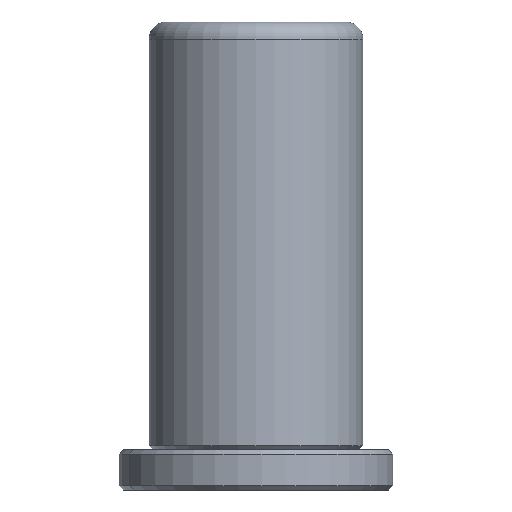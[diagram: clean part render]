
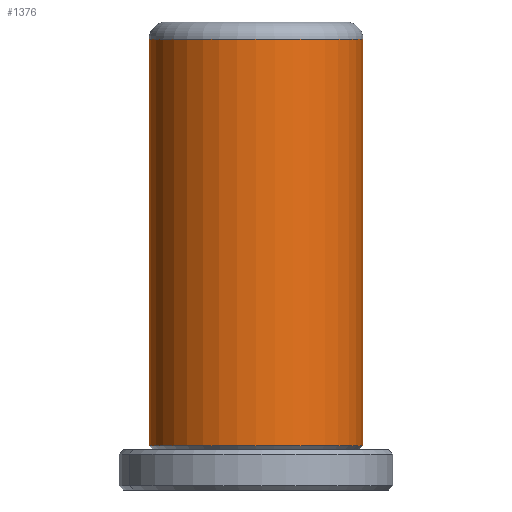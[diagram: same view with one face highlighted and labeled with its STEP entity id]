
A CAD part, front view. The second image highlights one B-rep face of the part: STEP entity #1376.
In plain terms, the highlighted cylindrical face has radius 12.5 mm (diameter 25 mm), a partial arc.
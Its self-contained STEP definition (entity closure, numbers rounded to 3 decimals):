
#73 = CARTESIAN_POINT ( 'NONE',  ( 7.422, 3.085, 23. ) ) ;
#604 = DIRECTION ( 'NONE',  ( -1., 0., 0. ) ) ;
#852 = DIRECTION ( 'NONE',  ( 1., 0., 0. ) ) ;
#968 = LINE ( 'NONE', #7659, #9064 ) ;
#1376 = ADVANCED_FACE ( 'NONE', ( #3185 ), #3994, .T. ) ;
#1642 = CIRCLE ( 'NONE', #7682, 12.5 ) ;
#1762 = EDGE_CURVE ( 'NONE', #5164, #3999, #1642, .T. ) ;
#2318 = EDGE_CURVE ( 'NONE', #3999, #2509, #6525, .T. ) ;
#2429 = DIRECTION ( 'NONE',  ( 0., 0., -1. ) ) ;
#2509 = VERTEX_POINT ( 'NONE', #3093 ) ;
#2606 = DIRECTION ( 'NONE',  ( 0., 0., -1. ) ) ;
#2629 = DIRECTION ( 'NONE',  ( 0., 0., -1. ) ) ;
#2933 = VERTEX_POINT ( 'NONE', #9522 ) ;
#3093 = CARTESIAN_POINT ( 'NONE',  ( -5.078, 3.085, -24.5 ) ) ;
#3185 = FACE_OUTER_BOUND ( 'NONE', #6787, .T. ) ;
#3994 = CYLINDRICAL_SURFACE ( 'NONE', #4221, 12.5 ) ;
#3999 = VERTEX_POINT ( 'NONE', #8484 ) ;
#4221 = AXIS2_PLACEMENT_3D ( 'NONE', #8111, #2429, #604 ) ;
#4397 = EDGE_CURVE ( 'NONE', #5164, #2933, #968, .T. ) ;
#4590 = ORIENTED_EDGE ( 'NONE', *, *, #1762, .T. ) ;
#5164 = VERTEX_POINT ( 'NONE', #5295 ) ;
#5295 = CARTESIAN_POINT ( 'NONE',  ( 19.922, 3.085, 23. ) ) ;
#5496 = CARTESIAN_POINT ( 'NONE',  ( -5.078, 3.085, 25. ) ) ;
#5824 = DIRECTION ( 'NONE',  ( 0., 0., 1. ) ) ;
#6223 = ORIENTED_EDGE ( 'NONE', *, *, #4397, .F. ) ;
#6335 = ORIENTED_EDGE ( 'NONE', *, *, #6880, .T. ) ;
#6359 = DIRECTION ( 'NONE',  ( 0., 0., -1. ) ) ;
#6525 = LINE ( 'NONE', #5496, #7826 ) ;
#6787 = EDGE_LOOP ( 'NONE', ( #6223, #4590, #8950, #6335 ) ) ;
#6880 = EDGE_CURVE ( 'NONE', #2509, #2933, #7802, .T. ) ;
#7601 = CARTESIAN_POINT ( 'NONE',  ( 7.422, 3.085, -24.5 ) ) ;
#7659 = CARTESIAN_POINT ( 'NONE',  ( 19.922, 3.085, 25. ) ) ;
#7682 = AXIS2_PLACEMENT_3D ( 'NONE', #73, #2606, #9965 ) ;
#7802 = CIRCLE ( 'NONE', #8328, 12.5 ) ;
#7826 = VECTOR ( 'NONE', #6359, 1000. ) ;
#8111 = CARTESIAN_POINT ( 'NONE',  ( 7.422, 3.085, 25. ) ) ;
#8328 = AXIS2_PLACEMENT_3D ( 'NONE', #7601, #5824, #852 ) ;
#8484 = CARTESIAN_POINT ( 'NONE',  ( -5.078, 3.085, 23. ) ) ;
#8950 = ORIENTED_EDGE ( 'NONE', *, *, #2318, .T. ) ;
#9064 = VECTOR ( 'NONE', #2629, 1000. ) ;
#9522 = CARTESIAN_POINT ( 'NONE',  ( 19.922, 3.085, -24.5 ) ) ;
#9965 = DIRECTION ( 'NONE',  ( 1., 0., 0. ) ) ;
